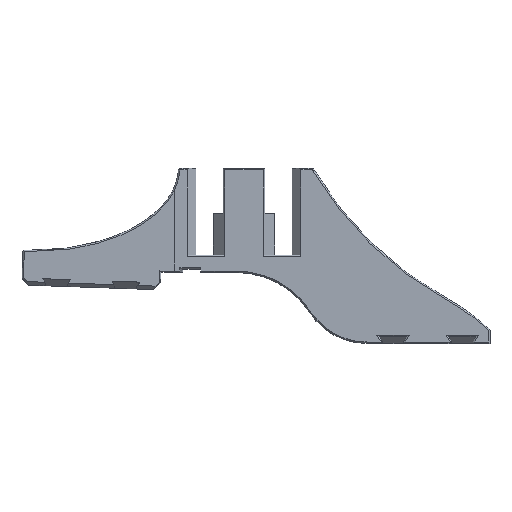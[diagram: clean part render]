
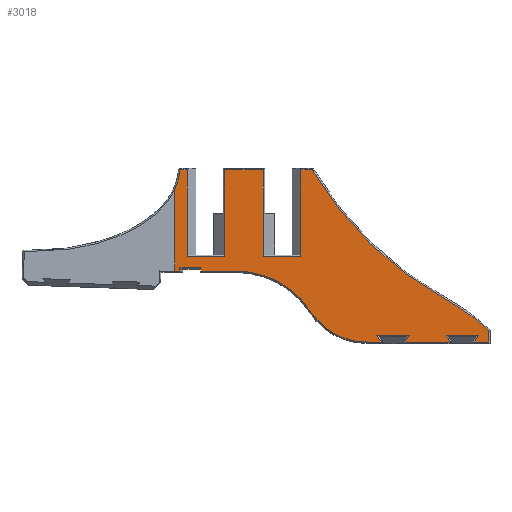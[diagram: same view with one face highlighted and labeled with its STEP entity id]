
A CAD part, top view. The second image highlights one B-rep face of the part: STEP entity #3018.
In plain terms, the highlighted planar face has unit normal (0, 0, 1).
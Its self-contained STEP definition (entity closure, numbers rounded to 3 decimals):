
#74=FACE_BOUND('',#1156,.T.);
#77=CIRCLE('',#3194,25.4);
#78=CIRCLE('',#3195,19.6);
#79=CIRCLE('',#3196,62.6);
#80=CIRCLE('',#3197,100.4);
#81=CIRCLE('',#3198,100.4);
#133=LINE('',#4459,#495);
#148=LINE('',#4580,#510);
#149=LINE('',#4582,#511);
#150=LINE('',#4584,#512);
#151=LINE('',#4586,#513);
#152=LINE('',#4588,#514);
#153=LINE('',#4590,#515);
#154=LINE('',#4596,#516);
#155=LINE('',#4598,#517);
#156=LINE('',#4600,#518);
#157=LINE('',#4602,#519);
#158=LINE('',#4604,#520);
#159=LINE('',#4606,#521);
#160=LINE('',#4608,#522);
#161=LINE('',#4610,#523);
#162=LINE('',#4612,#524);
#163=LINE('',#4614,#525);
#164=LINE('',#4620,#526);
#165=LINE('',#4624,#527);
#166=LINE('',#4626,#528);
#167=LINE('',#4628,#529);
#168=LINE('',#4630,#530);
#169=LINE('',#4632,#531);
#170=LINE('',#4634,#532);
#171=LINE('',#4636,#533);
#172=LINE('',#4637,#534);
#173=LINE('',#4640,#535);
#495=VECTOR('',#3432,10.);
#510=VECTOR('',#3455,1.);
#511=VECTOR('',#3456,1.);
#512=VECTOR('',#3457,1.);
#513=VECTOR('',#3458,1.);
#514=VECTOR('',#3459,1.);
#515=VECTOR('',#3460,10.);
#516=VECTOR('',#3465,1.);
#517=VECTOR('',#3466,1.);
#518=VECTOR('',#3467,1.);
#519=VECTOR('',#3468,1.);
#520=VECTOR('',#3469,1.);
#521=VECTOR('',#3470,1.);
#522=VECTOR('',#3471,1.);
#523=VECTOR('',#3472,1.);
#524=VECTOR('',#3473,10.);
#525=VECTOR('',#3474,10.);
#526=VECTOR('',#3479,10.);
#527=VECTOR('',#3482,1.);
#528=VECTOR('',#3483,1.);
#529=VECTOR('',#3484,1.);
#530=VECTOR('',#3485,1.);
#531=VECTOR('',#3486,1.);
#532=VECTOR('',#3487,1.);
#533=VECTOR('',#3488,1.);
#534=VECTOR('',#3489,1.);
#535=VECTOR('',#3490,10.);
#852=PLANE('',#3193);
#987=FACE_OUTER_BOUND('',#1155,.T.);
#1155=EDGE_LOOP('',(#2168,#2169,#2170,#2171,#2172,#2173,#2174,#2175,#2176,
#2177,#2178,#2179,#2180,#2181,#2182,#2183,#2184,#2185,#2186,#2187,#2188,
#2189,#2190,#2191,#2192,#2193,#2194,#2195,#2196,#2197,#2198,#2199,#2200));
#1156=EDGE_LOOP('',(#2201,#2202));
#1330=B_SPLINE_CURVE_WITH_KNOTS('',3,(#4486,#4487,#4488,#4489),
 .UNSPECIFIED.,.F.,.F.,(4,4),(5.797,6.618),
 .UNSPECIFIED.);
#1361=VERTEX_POINT('',#4451);
#1362=VERTEX_POINT('',#4458);
#1365=VERTEX_POINT('',#4484);
#1374=VERTEX_POINT('',#4579);
#1375=VERTEX_POINT('',#4581);
#1376=VERTEX_POINT('',#4583);
#1377=VERTEX_POINT('',#4585);
#1378=VERTEX_POINT('',#4587);
#1379=VERTEX_POINT('',#4589);
#1380=VERTEX_POINT('',#4591);
#1381=VERTEX_POINT('',#4593);
#1382=VERTEX_POINT('',#4595);
#1383=VERTEX_POINT('',#4597);
#1384=VERTEX_POINT('',#4599);
#1385=VERTEX_POINT('',#4601);
#1386=VERTEX_POINT('',#4603);
#1387=VERTEX_POINT('',#4605);
#1388=VERTEX_POINT('',#4607);
#1389=VERTEX_POINT('',#4609);
#1390=VERTEX_POINT('',#4611);
#1391=VERTEX_POINT('',#4613);
#1392=VERTEX_POINT('',#4615);
#1393=VERTEX_POINT('',#4617);
#1394=VERTEX_POINT('',#4619);
#1395=VERTEX_POINT('',#4621);
#1396=VERTEX_POINT('',#4623);
#1397=VERTEX_POINT('',#4625);
#1398=VERTEX_POINT('',#4627);
#1399=VERTEX_POINT('',#4629);
#1400=VERTEX_POINT('',#4631);
#1401=VERTEX_POINT('',#4633);
#1402=VERTEX_POINT('',#4635);
#1403=VERTEX_POINT('',#4638);
#1404=VERTEX_POINT('',#4639);
#1661=EDGE_CURVE('',#1362,#1361,#133,.T.);
#1666=EDGE_CURVE('',#1365,#1361,#1330,.T.);
#1680=EDGE_CURVE('',#1365,#1374,#148,.T.);
#1681=EDGE_CURVE('',#1374,#1375,#149,.T.);
#1682=EDGE_CURVE('',#1376,#1375,#150,.T.);
#1683=EDGE_CURVE('',#1377,#1376,#151,.T.);
#1684=EDGE_CURVE('',#1378,#1377,#152,.T.);
#1685=EDGE_CURVE('',#1379,#1378,#153,.T.);
#1686=EDGE_CURVE('',#1379,#1380,#77,.T.);
#1687=EDGE_CURVE('',#1381,#1380,#78,.T.);
#1688=EDGE_CURVE('',#1381,#1382,#154,.T.);
#1689=EDGE_CURVE('',#1382,#1383,#155,.T.);
#1690=EDGE_CURVE('',#1383,#1384,#156,.T.);
#1691=EDGE_CURVE('',#1384,#1385,#157,.T.);
#1692=EDGE_CURVE('',#1385,#1386,#158,.T.);
#1693=EDGE_CURVE('',#1386,#1387,#159,.T.);
#1694=EDGE_CURVE('',#1387,#1388,#160,.T.);
#1695=EDGE_CURVE('',#1388,#1389,#161,.T.);
#1696=EDGE_CURVE('',#1389,#1390,#162,.T.);
#1697=EDGE_CURVE('',#1391,#1390,#163,.T.);
#1698=EDGE_CURVE('',#1392,#1391,#79,.T.);
#1699=EDGE_CURVE('',#1393,#1392,#80,.T.);
#1700=EDGE_CURVE('',#1394,#1393,#164,.T.);
#1701=EDGE_CURVE('',#1395,#1393,#81,.T.);
#1702=EDGE_CURVE('',#1395,#1396,#165,.T.);
#1703=EDGE_CURVE('',#1396,#1397,#166,.T.);
#1704=EDGE_CURVE('',#1398,#1397,#167,.T.);
#1705=EDGE_CURVE('',#1399,#1398,#168,.T.);
#1706=EDGE_CURVE('',#1399,#1400,#169,.T.);
#1707=EDGE_CURVE('',#1400,#1401,#170,.T.);
#1708=EDGE_CURVE('',#1402,#1401,#171,.T.);
#1709=EDGE_CURVE('',#1362,#1402,#172,.T.);
#1710=EDGE_CURVE('',#1403,#1404,#173,.T.);
#2168=ORIENTED_EDGE('',*,*,#1666,.F.);
#2169=ORIENTED_EDGE('',*,*,#1680,.T.);
#2170=ORIENTED_EDGE('',*,*,#1681,.T.);
#2171=ORIENTED_EDGE('',*,*,#1682,.F.);
#2172=ORIENTED_EDGE('',*,*,#1683,.F.);
#2173=ORIENTED_EDGE('',*,*,#1684,.F.);
#2174=ORIENTED_EDGE('',*,*,#1685,.F.);
#2175=ORIENTED_EDGE('',*,*,#1686,.T.);
#2176=ORIENTED_EDGE('',*,*,#1687,.F.);
#2177=ORIENTED_EDGE('',*,*,#1688,.T.);
#2178=ORIENTED_EDGE('',*,*,#1689,.T.);
#2179=ORIENTED_EDGE('',*,*,#1690,.T.);
#2180=ORIENTED_EDGE('',*,*,#1691,.T.);
#2181=ORIENTED_EDGE('',*,*,#1692,.T.);
#2182=ORIENTED_EDGE('',*,*,#1693,.T.);
#2183=ORIENTED_EDGE('',*,*,#1694,.T.);
#2184=ORIENTED_EDGE('',*,*,#1695,.T.);
#2185=ORIENTED_EDGE('',*,*,#1696,.T.);
#2186=ORIENTED_EDGE('',*,*,#1697,.F.);
#2187=ORIENTED_EDGE('',*,*,#1698,.F.);
#2188=ORIENTED_EDGE('',*,*,#1699,.F.);
#2189=ORIENTED_EDGE('',*,*,#1700,.F.);
#2190=ORIENTED_EDGE('',*,*,#1700,.T.);
#2191=ORIENTED_EDGE('',*,*,#1701,.F.);
#2192=ORIENTED_EDGE('',*,*,#1702,.T.);
#2193=ORIENTED_EDGE('',*,*,#1703,.T.);
#2194=ORIENTED_EDGE('',*,*,#1704,.F.);
#2195=ORIENTED_EDGE('',*,*,#1705,.F.);
#2196=ORIENTED_EDGE('',*,*,#1706,.T.);
#2197=ORIENTED_EDGE('',*,*,#1707,.T.);
#2198=ORIENTED_EDGE('',*,*,#1708,.F.);
#2199=ORIENTED_EDGE('',*,*,#1709,.F.);
#2200=ORIENTED_EDGE('',*,*,#1661,.T.);
#2201=ORIENTED_EDGE('',*,*,#1710,.T.);
#2202=ORIENTED_EDGE('',*,*,#1710,.F.);
#3018=ADVANCED_FACE('',(#987,#74),#852,.T.);
#3193=AXIS2_PLACEMENT_3D('',#4578,#3453,#3454);
#3194=AXIS2_PLACEMENT_3D('',#4592,#3461,#3462);
#3195=AXIS2_PLACEMENT_3D('',#4594,#3463,#3464);
#3196=AXIS2_PLACEMENT_3D('',#4616,#3475,#3476);
#3197=AXIS2_PLACEMENT_3D('',#4618,#3477,#3478);
#3198=AXIS2_PLACEMENT_3D('',#4622,#3480,#3481);
#3432=DIRECTION('',(-1.,0.,0.));
#3453=DIRECTION('center_axis',(0.,0.,1.));
#3454=DIRECTION('ref_axis',(1.,0.,0.));
#3455=DIRECTION('',(0.,-1.,0.));
#3456=DIRECTION('',(1.,0.,0.));
#3457=DIRECTION('',(0.,-1.,0.));
#3458=DIRECTION('',(-1.,0.,0.));
#3459=DIRECTION('',(0.,1.,0.));
#3460=DIRECTION('',(-1.,0.,0.));
#3461=DIRECTION('center_axis',(0.,0.,-1.));
#3462=DIRECTION('ref_axis',(0.954,0.3,0.));
#3463=DIRECTION('center_axis',(0.,0.,-1.));
#3464=DIRECTION('ref_axis',(-0.477,-0.879,0.));
#3465=DIRECTION('',(1.,0.,0.));
#3466=DIRECTION('',(-0.5,0.866,0.));
#3467=DIRECTION('',(1.,0.,0.));
#3468=DIRECTION('',(-0.5,-0.866,0.));
#3469=DIRECTION('',(1.,0.,0.));
#3470=DIRECTION('',(-0.5,0.866,0.));
#3471=DIRECTION('',(1.,0.,0.));
#3472=DIRECTION('',(-0.5,-0.866,0.));
#3473=DIRECTION('',(1.,0.,0.));
#3474=DIRECTION('',(0.,-1.,0.));
#3475=DIRECTION('center_axis',(0.,0.,-1.));
#3476=DIRECTION('ref_axis',(0.682,0.732,0.));
#3477=DIRECTION('center_axis',(0.,0.,1.));
#3478=DIRECTION('ref_axis',(-0.481,-0.877,0.));
#3479=DIRECTION('',(0.,1.,0.));
#3480=DIRECTION('center_axis',(0.,0.,1.));
#3481=DIRECTION('ref_axis',(-0.481,-0.877,0.));
#3482=DIRECTION('',(-1.,0.,0.));
#3483=DIRECTION('',(0.,-1.,0.));
#3484=DIRECTION('',(1.,0.,0.));
#3485=DIRECTION('',(0.,-1.,0.));
#3486=DIRECTION('',(-1.,0.,0.));
#3487=DIRECTION('',(0.,-1.,0.));
#3488=DIRECTION('',(1.,0.,0.));
#3489=DIRECTION('',(0.,-1.,0.));
#3490=DIRECTION('',(1.,0.,0.));
#4451=CARTESIAN_POINT('',(28.535,41.6,7.5));
#4458=CARTESIAN_POINT('',(30.7,41.6,7.5));
#4459=CARTESIAN_POINT('',(48.6,41.6,7.5));
#4484=CARTESIAN_POINT('',(27.1,35.908,7.5));
#4486=CARTESIAN_POINT('Ctrl Pts',(27.1,35.908,7.5));
#4487=CARTESIAN_POINT('Ctrl Pts',(27.925,37.691,7.5));
#4488=CARTESIAN_POINT('Ctrl Pts',(28.434,39.621,7.5));
#4489=CARTESIAN_POINT('Ctrl Pts',(28.535,41.6,7.5));
#4578=CARTESIAN_POINT('Origin',(66.1,26.,7.5));
#4579=CARTESIAN_POINT('',(27.1,12.4,7.5));
#4580=CARTESIAN_POINT('',(27.1,42.,7.5));
#4581=CARTESIAN_POINT('',(28.598,12.4,7.5));
#4582=CARTESIAN_POINT('',(27.1,12.4,7.5));
#4583=CARTESIAN_POINT('',(28.598,13.4,7.5));
#4584=CARTESIAN_POINT('',(28.598,12.,7.5));
#4585=CARTESIAN_POINT('',(34.636,13.4,7.5));
#4586=CARTESIAN_POINT('',(34.636,13.4,7.5));
#4587=CARTESIAN_POINT('',(34.636,12.4,7.5));
#4588=CARTESIAN_POINT('',(34.636,12.,7.5));
#4589=CARTESIAN_POINT('',(44.867,12.4,7.5));
#4590=CARTESIAN_POINT('',(46.6,12.4,7.5));
#4591=CARTESIAN_POINT('',(66.172,0.829,7.5));
#4592=CARTESIAN_POINT('Origin',(44.867,-13.,7.5));
#4593=CARTESIAN_POINT('',(82.613,-8.1,7.5));
#4594=CARTESIAN_POINT('Origin',(82.613,11.5,7.5));
#4595=CARTESIAN_POINT('',(86.562,-8.1,7.5));
#4596=CARTESIAN_POINT('',(82.1,-8.1,7.5));
#4597=CARTESIAN_POINT('',(85.407,-6.1,7.5));
#4598=CARTESIAN_POINT('',(86.562,-8.1,7.5));
#4599=CARTESIAN_POINT('',(94.793,-6.1,7.5));
#4600=CARTESIAN_POINT('',(86.1,-6.1,7.5));
#4601=CARTESIAN_POINT('',(93.638,-8.1,7.5));
#4602=CARTESIAN_POINT('',(94.446,-6.7,7.5));
#4603=CARTESIAN_POINT('',(106.562,-8.1,7.5));
#4604=CARTESIAN_POINT('',(93.638,-8.1,7.5));
#4605=CARTESIAN_POINT('',(105.407,-6.1,7.5));
#4606=CARTESIAN_POINT('',(106.562,-8.1,7.5));
#4607=CARTESIAN_POINT('',(114.793,-6.1,7.5));
#4608=CARTESIAN_POINT('',(106.1,-6.1,7.5));
#4609=CARTESIAN_POINT('',(113.638,-8.1,7.5));
#4610=CARTESIAN_POINT('',(114.446,-6.7,7.5));
#4611=CARTESIAN_POINT('',(117.7,-8.1,7.5));
#4612=CARTESIAN_POINT('',(94.869,-8.1,7.5));
#4613=CARTESIAN_POINT('',(117.7,-4.674,7.5));
#4614=CARTESIAN_POINT('',(117.7,8.75,7.5));
#4615=CARTESIAN_POINT('',(105.253,4.291,7.5));
#4616=CARTESIAN_POINT('Origin',(75.165,-50.604,7.5));
#4617=CARTESIAN_POINT('',(67.1,41.21,7.5));
#4618=CARTESIAN_POINT('Origin',(153.509,92.334,7.5));
#4619=CARTESIAN_POINT('',(67.1,11.877,7.5));
#4620=CARTESIAN_POINT('',(67.1,19.,7.5));
#4621=CARTESIAN_POINT('',(66.87,41.6,7.5));
#4622=CARTESIAN_POINT('Origin',(153.509,92.334,7.5));
#4623=CARTESIAN_POINT('',(63.5,41.6,7.5));
#4624=CARTESIAN_POINT('',(66.7,41.6,7.5));
#4625=CARTESIAN_POINT('',(63.5,16.6,7.5));
#4626=CARTESIAN_POINT('',(63.5,42.,7.5));
#4627=CARTESIAN_POINT('',(52.7,16.6,7.5));
#4628=CARTESIAN_POINT('',(53.1,16.6,7.5));
#4629=CARTESIAN_POINT('',(52.7,41.6,7.5));
#4630=CARTESIAN_POINT('',(52.7,42.,7.5));
#4631=CARTESIAN_POINT('',(41.5,41.6,7.5));
#4632=CARTESIAN_POINT('',(53.1,41.6,7.5));
#4633=CARTESIAN_POINT('',(41.5,16.6,7.5));
#4634=CARTESIAN_POINT('',(41.5,42.,7.5));
#4635=CARTESIAN_POINT('',(30.7,16.6,7.5));
#4636=CARTESIAN_POINT('',(31.1,16.6,7.5));
#4637=CARTESIAN_POINT('',(30.7,42.,7.5));
#4638=CARTESIAN_POINT('',(71.644,12.,7.5));
#4639=CARTESIAN_POINT('',(72.216,12.,7.5));
#4640=CARTESIAN_POINT('',(46.6,12.,7.5));
